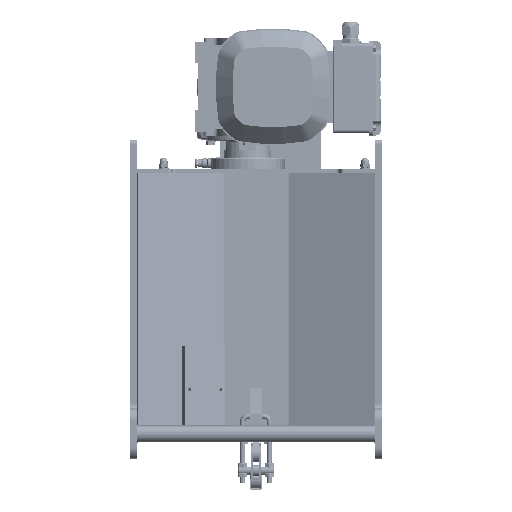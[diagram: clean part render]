
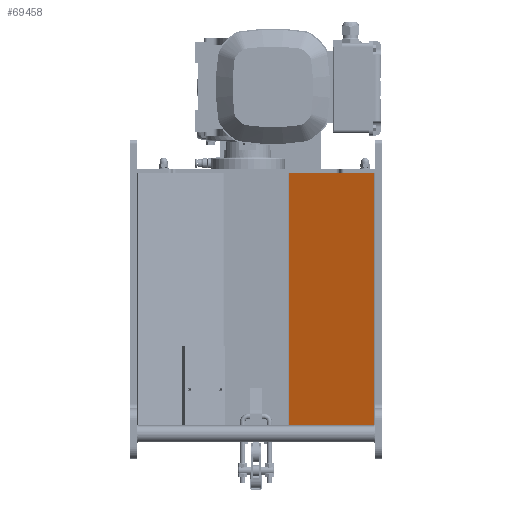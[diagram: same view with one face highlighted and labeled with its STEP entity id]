
A CAD part, left-side view. The second image highlights one B-rep face of the part: STEP entity #69458.
In plain terms, the highlighted planar face has unit normal (-0.932, 0.363, 0).
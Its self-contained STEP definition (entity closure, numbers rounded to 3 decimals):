
#5423=LINE('',#115944,#10473);
#6069=LINE('',#118370,#11119);
#6307=LINE('',#119224,#11357);
#6308=LINE('',#119227,#11358);
#6309=LINE('',#119228,#11359);
#10473=VECTOR('',#90604,10.);
#11119=VECTOR('',#92954,10.);
#11357=VECTOR('',#93922,10.);
#11358=VECTOR('',#93925,10.);
#11359=VECTOR('',#93926,10.);
#16143=FACE_OUTER_BOUND('',#20240,.T.);
#20240=EDGE_LOOP('',(#57114,#57115,#57116,#57117,#57118));
#29307=VERTEX_POINT('',#115941);
#29308=VERTEX_POINT('',#115943);
#29950=VERTEX_POINT('',#118000);
#30079=VERTEX_POINT('',#118369);
#30331=VERTEX_POINT('',#119226);
#37889=EDGE_CURVE('',#29308,#29307,#5423,.T.);
#39047=EDGE_CURVE('',#29950,#30079,#6069,.T.);
#39482=EDGE_CURVE('',#30079,#29308,#6307,.T.);
#39483=EDGE_CURVE('',#30331,#29307,#6308,.T.);
#39484=EDGE_CURVE('',#30331,#29950,#6309,.T.);
#57114=ORIENTED_EDGE('',*,*,#37889,.T.);
#57115=ORIENTED_EDGE('',*,*,#39483,.F.);
#57116=ORIENTED_EDGE('',*,*,#39484,.T.);
#57117=ORIENTED_EDGE('',*,*,#39047,.T.);
#57118=ORIENTED_EDGE('',*,*,#39482,.T.);
#62608=PLANE('',#76217);
#69458=ADVANCED_FACE('',(#16143),#62608,.T.);
#76217=AXIS2_PLACEMENT_3D('',#119225,#93923,#93924);
#90604=DIRECTION('',(-0.363,-0.932,0.));
#92954=DIRECTION('',(0.363,0.932,0.));
#93922=DIRECTION('',(0.,0.,-1.));
#93923=DIRECTION('center_axis',(-0.932,0.363,0.));
#93924=DIRECTION('ref_axis',(0.,0.,
-1.));
#93925=DIRECTION('',(0.,0.,-1.));
#93926=DIRECTION('',(0.363,0.932,0.));
#115941=CARTESIAN_POINT('',(-152.795,9.09,-150.));
#115943=CARTESIAN_POINT('',(-113.205,110.633,-150.));
#115944=CARTESIAN_POINT('',(-152.795,9.09,-150.));
#118000=CARTESIAN_POINT('',(-135.675,53.,150.));
#118369=CARTESIAN_POINT('',(-113.205,110.633,150.));
#118370=CARTESIAN_POINT('',(-152.795,9.09,150.));
#119224=CARTESIAN_POINT('',(-113.205,110.633,150.));
#119225=CARTESIAN_POINT('Origin',(-113.205,110.633,150.));
#119226=CARTESIAN_POINT('',(-152.795,9.09,150.));
#119227=CARTESIAN_POINT('',(-152.795,9.09,150.));
#119228=CARTESIAN_POINT('',(-152.795,9.09,150.));
